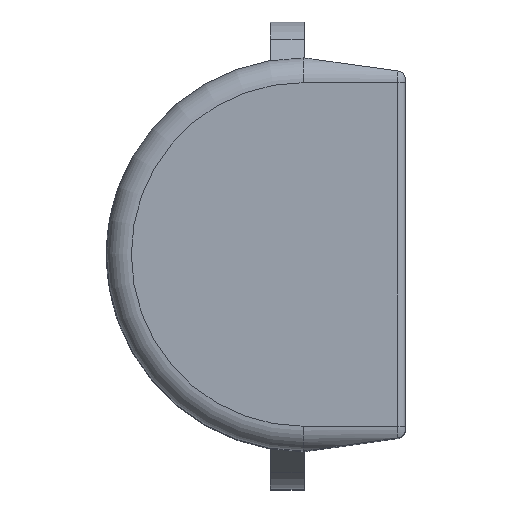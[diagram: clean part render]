
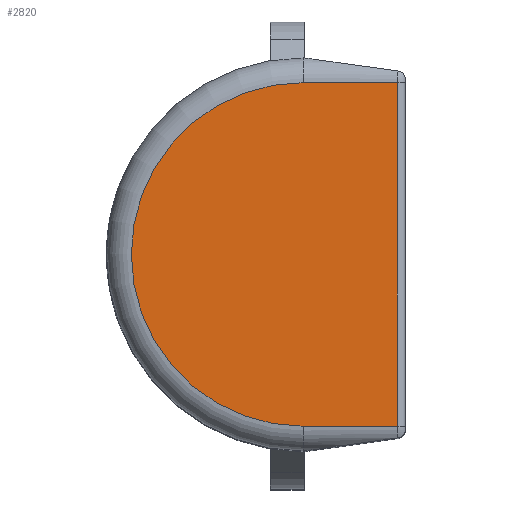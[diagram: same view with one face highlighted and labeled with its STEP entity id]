
A CAD part, top view. The second image highlights one B-rep face of the part: STEP entity #2820.
In plain terms, the highlighted planar face has unit normal (0, 0, 1).
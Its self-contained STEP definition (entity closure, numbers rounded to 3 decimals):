
#98=CIRCLE('',#2976,2.08);
#148=PLANE('',#2975);
#259=FACE_OUTER_BOUND('',#426,.T.);
#426=EDGE_LOOP('',(#2166,#2167,#2168,#2169));
#600=LINE('',#4608,#822);
#606=LINE('',#4662,#828);
#607=LINE('',#4665,#829);
#822=VECTOR('',#3223,4.16);
#828=VECTOR('',#3257,1.14);
#829=VECTOR('',#3260,1.14);
#1231=VERTEX_POINT('',#4583);
#1235=VERTEX_POINT('',#4606);
#1245=VERTEX_POINT('',#4661);
#1246=VERTEX_POINT('',#4663);
#1566=EDGE_CURVE('',#1235,#1231,#600,.T.);
#1584=EDGE_CURVE('',#1245,#1235,#606,.T.);
#1585=EDGE_CURVE('',#1246,#1245,#98,.T.);
#1586=EDGE_CURVE('',#1231,#1246,#607,.T.);
#2166=ORIENTED_EDGE('',*,*,#1566,.F.);
#2167=ORIENTED_EDGE('',*,*,#1584,.F.);
#2168=ORIENTED_EDGE('',*,*,#1585,.F.);
#2169=ORIENTED_EDGE('',*,*,#1586,.F.);
#2820=ADVANCED_FACE('',(#259),#148,.T.);
#2975=AXIS2_PLACEMENT_3D('',#4660,#3255,#3256);
#2976=AXIS2_PLACEMENT_3D('',#4664,#3258,#3259);
#3223=DIRECTION('',(1.,0.,0.));
#3255=DIRECTION('center_axis',(0.,0.,1.));
#3256=DIRECTION('ref_axis',(1.,0.,0.));
#3257=DIRECTION('',(0.,1.,0.));
#3258=DIRECTION('center_axis',(0.,0.,-1.));
#3259=DIRECTION('ref_axis',(0.,-1.,0.));
#3260=DIRECTION('',(0.,-1.,0.));
#4583=CARTESIAN_POINT('',(2.08,1.125,5.33));
#4606=CARTESIAN_POINT('',(-2.08,1.125,5.33));
#4608=CARTESIAN_POINT('',(1.19,1.125,5.33));
#4660=CARTESIAN_POINT('Origin',(0.,-0.835,
5.33));
#4661=CARTESIAN_POINT('',(-2.08,-0.015,5.33));
#4662=CARTESIAN_POINT('',(-2.08,0.195,5.33));
#4663=CARTESIAN_POINT('',(2.08,-0.015,5.33));
#4664=CARTESIAN_POINT('Origin',(0.,-0.015,
5.33));
#4665=CARTESIAN_POINT('',(2.08,-0.425,5.33));
